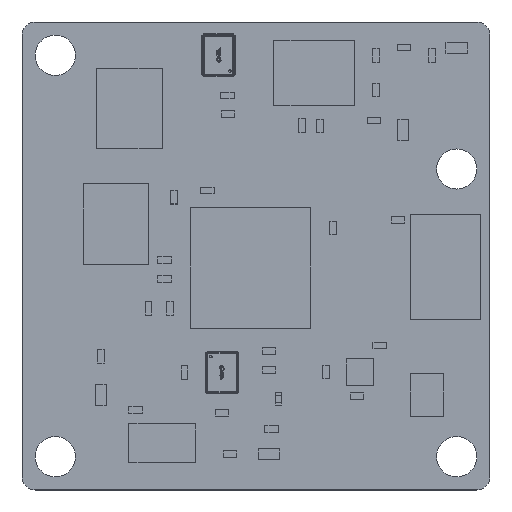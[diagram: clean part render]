
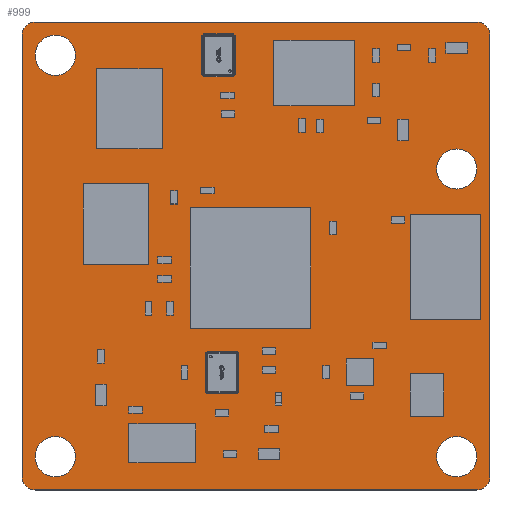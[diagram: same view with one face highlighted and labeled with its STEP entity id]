
A CAD part, top view. The second image highlights one B-rep face of the part: STEP entity #999.
In plain terms, the highlighted planar face has unit normal (0, 0, 1).
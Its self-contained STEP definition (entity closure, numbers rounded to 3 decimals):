
#314 = VERTEX_POINT('',#315);
#315 = CARTESIAN_POINT('',(34.,34.987,
    1.586));
#321 = EDGE_CURVE('',#314,#322,#324,.T.);
#322 = VERTEX_POINT('',#323);
#323 = CARTESIAN_POINT('',(34.987,34.,
    1.586));
#324 = CIRCLE('',#325,0.987);
#325 = AXIS2_PLACEMENT_3D('',#326,#327,#328);
#326 = CARTESIAN_POINT('',(34.,34.,
    1.586));
#327 = DIRECTION('',(0.,0.,-1.));
#328 = DIRECTION('',(0.,1.,0.));
#354 = EDGE_CURVE('',#322,#355,#357,.T.);
#355 = VERTEX_POINT('',#356);
#356 = CARTESIAN_POINT('',(34.987,1.,1.586
    ));
#357 = LINE('',#358,#359);
#358 = CARTESIAN_POINT('',(34.987,34.,
    1.586));
#359 = VECTOR('',#360,1.);
#360 = DIRECTION('',(0.,-1.,0.));
#385 = EDGE_CURVE('',#355,#386,#388,.T.);
#386 = VERTEX_POINT('',#387);
#387 = CARTESIAN_POINT('',(34.,0.013,
    1.586));
#388 = CIRCLE('',#389,0.987);
#389 = AXIS2_PLACEMENT_3D('',#390,#391,#392);
#390 = CARTESIAN_POINT('',(34.,1.,1.586
    ));
#391 = DIRECTION('',(0.,0.,-1.));
#392 = DIRECTION('',(1.,0.,0.));
#418 = EDGE_CURVE('',#386,#419,#421,.T.);
#419 = VERTEX_POINT('',#420);
#420 = CARTESIAN_POINT('',(1.,0.013,
    1.586));
#421 = LINE('',#422,#423);
#422 = CARTESIAN_POINT('',(34.,0.013,
    1.586));
#423 = VECTOR('',#424,1.);
#424 = DIRECTION('',(-1.,0.,0.));
#449 = EDGE_CURVE('',#419,#450,#452,.T.);
#450 = VERTEX_POINT('',#451);
#451 = CARTESIAN_POINT('',(0.013,1.,
    1.586));
#452 = CIRCLE('',#453,0.987);
#453 = AXIS2_PLACEMENT_3D('',#454,#455,#456);
#454 = CARTESIAN_POINT('',(1.,1.,1.586)
  );
#455 = DIRECTION('',(0.,0.,-1.));
#456 = DIRECTION('',(0.,-1.,-0.));
#482 = EDGE_CURVE('',#450,#483,#485,.T.);
#483 = VERTEX_POINT('',#484);
#484 = CARTESIAN_POINT('',(0.013,34.,
    1.586));
#485 = LINE('',#486,#487);
#486 = CARTESIAN_POINT('',(0.013,1.,
    1.586));
#487 = VECTOR('',#488,1.);
#488 = DIRECTION('',(0.,1.,0.));
#513 = EDGE_CURVE('',#483,#514,#516,.T.);
#514 = VERTEX_POINT('',#515);
#515 = CARTESIAN_POINT('',(1.,34.987,1.586
    ));
#516 = CIRCLE('',#517,0.987);
#517 = AXIS2_PLACEMENT_3D('',#518,#519,#520);
#518 = CARTESIAN_POINT('',(1.,34.,1.586
    ));
#519 = DIRECTION('',(0.,0.,-1.));
#520 = DIRECTION('',(-1.,0.,-0.));
#546 = EDGE_CURVE('',#514,#314,#547,.T.);
#547 = LINE('',#548,#549);
#548 = CARTESIAN_POINT('',(1.,34.987,1.586
    ));
#549 = VECTOR('',#550,1.);
#550 = DIRECTION('',(1.,0.,0.));
#570 = VERTEX_POINT('',#571);
#571 = CARTESIAN_POINT('',(4.,2.5,1.586)
  );
#577 = EDGE_CURVE('',#570,#578,#580,.T.);
#578 = VERTEX_POINT('',#579);
#579 = CARTESIAN_POINT('',(1.,2.5,1.586)
  );
#580 = CIRCLE('',#581,1.5);
#581 = AXIS2_PLACEMENT_3D('',#582,#583,#584);
#582 = CARTESIAN_POINT('',(2.5,2.5,1.586));
#583 = DIRECTION('',(0.,0.,1.));
#584 = DIRECTION('',(1.,0.,-0.));
#610 = EDGE_CURVE('',#578,#570,#611,.T.);
#611 = CIRCLE('',#612,1.5);
#612 = AXIS2_PLACEMENT_3D('',#613,#614,#615);
#613 = CARTESIAN_POINT('',(2.5,2.5,1.586));
#614 = DIRECTION('',(0.,0.,1.));
#615 = DIRECTION('',(-1.,0.,0.));
#636 = VERTEX_POINT('',#637);
#637 = CARTESIAN_POINT('',(4.,32.5,1.586
    ));
#643 = EDGE_CURVE('',#636,#644,#646,.T.);
#644 = VERTEX_POINT('',#645);
#645 = CARTESIAN_POINT('',(1.,32.5,1.586
    ));
#646 = CIRCLE('',#647,1.5);
#647 = AXIS2_PLACEMENT_3D('',#648,#649,#650);
#648 = CARTESIAN_POINT('',(2.5,32.5,1.586)
  );
#649 = DIRECTION('',(0.,0.,1.));
#650 = DIRECTION('',(1.,0.,-0.));
#676 = EDGE_CURVE('',#644,#636,#677,.T.);
#677 = CIRCLE('',#678,1.5);
#678 = AXIS2_PLACEMENT_3D('',#679,#680,#681);
#679 = CARTESIAN_POINT('',(2.5,32.5,1.586)
  );
#680 = DIRECTION('',(0.,0.,1.));
#681 = DIRECTION('',(-1.,0.,0.));
#702 = VERTEX_POINT('',#703);
#703 = CARTESIAN_POINT('',(31.65,18.1,
    1.586));
#709 = EDGE_CURVE('',#702,#710,#712,.T.);
#710 = VERTEX_POINT('',#711);
#711 = CARTESIAN_POINT('',(30.85,18.1,
    1.586));
#712 = CIRCLE('',#713,0.4);
#713 = AXIS2_PLACEMENT_3D('',#714,#715,#716);
#714 = CARTESIAN_POINT('',(31.25,18.1,
    1.586));
#715 = DIRECTION('',(0.,0.,1.));
#716 = DIRECTION('',(1.,0.,-0.));
#742 = EDGE_CURVE('',#710,#702,#743,.T.);
#743 = CIRCLE('',#744,0.4);
#744 = AXIS2_PLACEMENT_3D('',#745,#746,#747);
#745 = CARTESIAN_POINT('',(31.25,18.1,
    1.586));
#746 = DIRECTION('',(0.,0.,1.));
#747 = DIRECTION('',(-1.,0.,0.));
#768 = VERTEX_POINT('',#769);
#769 = CARTESIAN_POINT('',(31.65,15.1,
    1.586));
#775 = EDGE_CURVE('',#768,#776,#778,.T.);
#776 = VERTEX_POINT('',#777);
#777 = CARTESIAN_POINT('',(30.85,15.1,
    1.586));
#778 = CIRCLE('',#779,0.4);
#779 = AXIS2_PLACEMENT_3D('',#780,#781,#782);
#780 = CARTESIAN_POINT('',(31.25,15.1,
    1.586));
#781 = DIRECTION('',(0.,0.,1.));
#782 = DIRECTION('',(1.,0.,-0.));
#808 = EDGE_CURVE('',#776,#768,#809,.T.);
#809 = CIRCLE('',#810,0.4);
#810 = AXIS2_PLACEMENT_3D('',#811,#812,#813);
#811 = CARTESIAN_POINT('',(31.25,15.1,
    1.586));
#812 = DIRECTION('',(0.,0.,1.));
#813 = DIRECTION('',(-1.,0.,0.));
#834 = VERTEX_POINT('',#835);
#835 = CARTESIAN_POINT('',(34.,24.,
    1.586));
#841 = EDGE_CURVE('',#834,#842,#844,.T.);
#842 = VERTEX_POINT('',#843);
#843 = CARTESIAN_POINT('',(31.,24.,
    1.586));
#844 = CIRCLE('',#845,1.5);
#845 = AXIS2_PLACEMENT_3D('',#846,#847,#848);
#846 = CARTESIAN_POINT('',(32.5,24.,
    1.586));
#847 = DIRECTION('',(0.,0.,1.));
#848 = DIRECTION('',(1.,0.,-0.));
#874 = EDGE_CURVE('',#842,#834,#875,.T.);
#875 = CIRCLE('',#876,1.5);
#876 = AXIS2_PLACEMENT_3D('',#877,#878,#879);
#877 = CARTESIAN_POINT('',(32.5,24.,
    1.586));
#878 = DIRECTION('',(0.,0.,1.));
#879 = DIRECTION('',(-1.,0.,0.));
#900 = VERTEX_POINT('',#901);
#901 = CARTESIAN_POINT('',(34.,2.5,1.586)
  );
#907 = EDGE_CURVE('',#900,#908,#910,.T.);
#908 = VERTEX_POINT('',#909);
#909 = CARTESIAN_POINT('',(31.,2.5,1.586)
  );
#910 = CIRCLE('',#911,1.5);
#911 = AXIS2_PLACEMENT_3D('',#912,#913,#914);
#912 = CARTESIAN_POINT('',(32.5,2.5,1.586)
  );
#913 = DIRECTION('',(0.,0.,1.));
#914 = DIRECTION('',(1.,0.,-0.));
#940 = EDGE_CURVE('',#908,#900,#941,.T.);
#941 = CIRCLE('',#942,1.5);
#942 = AXIS2_PLACEMENT_3D('',#943,#944,#945);
#943 = CARTESIAN_POINT('',(32.5,2.5,1.586)
  );
#944 = DIRECTION('',(0.,0.,1.));
#945 = DIRECTION('',(-1.,0.,0.));
#999 = ADVANCED_FACE('',(#1000,#1010,#1014,#1018,#1022,#1026,#1030),
  #1034,.F.);
#1000 = FACE_BOUND('',#1001,.F.);
#1001 = EDGE_LOOP('',(#1002,#1003,#1004,#1005,#1006,#1007,#1008,#1009));
#1002 = ORIENTED_EDGE('',*,*,#321,.T.);
#1003 = ORIENTED_EDGE('',*,*,#354,.T.);
#1004 = ORIENTED_EDGE('',*,*,#385,.T.);
#1005 = ORIENTED_EDGE('',*,*,#418,.T.);
#1006 = ORIENTED_EDGE('',*,*,#449,.T.);
#1007 = ORIENTED_EDGE('',*,*,#482,.T.);
#1008 = ORIENTED_EDGE('',*,*,#513,.T.);
#1009 = ORIENTED_EDGE('',*,*,#546,.T.);
#1010 = FACE_BOUND('',#1011,.F.);
#1011 = EDGE_LOOP('',(#1012,#1013));
#1012 = ORIENTED_EDGE('',*,*,#577,.T.);
#1013 = ORIENTED_EDGE('',*,*,#610,.T.);
#1014 = FACE_BOUND('',#1015,.F.);
#1015 = EDGE_LOOP('',(#1016,#1017));
#1016 = ORIENTED_EDGE('',*,*,#643,.T.);
#1017 = ORIENTED_EDGE('',*,*,#676,.T.);
#1018 = FACE_BOUND('',#1019,.F.);
#1019 = EDGE_LOOP('',(#1020,#1021));
#1020 = ORIENTED_EDGE('',*,*,#709,.T.);
#1021 = ORIENTED_EDGE('',*,*,#742,.T.);
#1022 = FACE_BOUND('',#1023,.F.);
#1023 = EDGE_LOOP('',(#1024,#1025));
#1024 = ORIENTED_EDGE('',*,*,#775,.T.);
#1025 = ORIENTED_EDGE('',*,*,#808,.T.);
#1026 = FACE_BOUND('',#1027,.F.);
#1027 = EDGE_LOOP('',(#1028,#1029));
#1028 = ORIENTED_EDGE('',*,*,#841,.T.);
#1029 = ORIENTED_EDGE('',*,*,#874,.T.);
#1030 = FACE_BOUND('',#1031,.F.);
#1031 = EDGE_LOOP('',(#1032,#1033));
#1032 = ORIENTED_EDGE('',*,*,#907,.T.);
#1033 = ORIENTED_EDGE('',*,*,#940,.T.);
#1034 = PLANE('',#1035);
#1035 = AXIS2_PLACEMENT_3D('',#1036,#1037,#1038);
#1036 = CARTESIAN_POINT('',(17.5,17.5,
    1.586));
#1037 = DIRECTION('',(-0.,-0.,-1.));
#1038 = DIRECTION('',(-1.,0.,0.));
